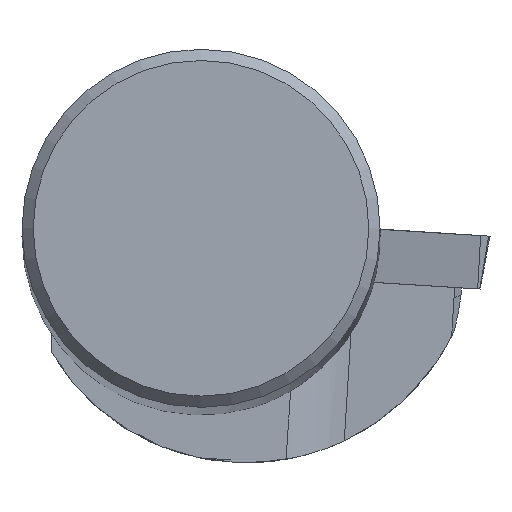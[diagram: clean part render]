
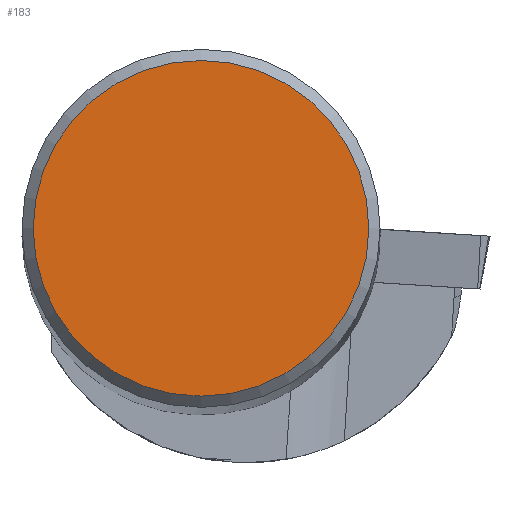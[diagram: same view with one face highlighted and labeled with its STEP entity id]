
A CAD part, top view. The second image highlights one B-rep face of the part: STEP entity #183.
In plain terms, the highlighted planar face has unit normal (0, 0, 1).
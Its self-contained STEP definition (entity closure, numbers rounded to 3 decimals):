
#145=FACE_OUTER_BOUND('',#362,.T.);
#183=ADVANCED_FACE('',(#145),#212,.T.);
#212=PLANE('',#910);
#362=EDGE_LOOP('',(#507));
#507=ORIENTED_EDGE('',*,*,#724,.F.);
#637=VERTEX_POINT('',#1557);
#724=EDGE_CURVE('',#637,#637,#765,.T.);
#765=CIRCLE('',#909,7.493);
#909=AXIS2_PLACEMENT_3D('',#1556,#1095,#1096);
#910=AXIS2_PLACEMENT_3D('',#1558,#1097,#1098);
#1095=DIRECTION('',(0.,0.,-1.));
#1096=DIRECTION('',(-1.,0.,0.));
#1097=DIRECTION('',(0.,0.,1.));
#1098=DIRECTION('',(-1.,0.,0.));
#1556=CARTESIAN_POINT('',(0.,0.,0.));
#1557=CARTESIAN_POINT('',(-7.493,0.,0.));
#1558=CARTESIAN_POINT('',(0.,0.,0.));
